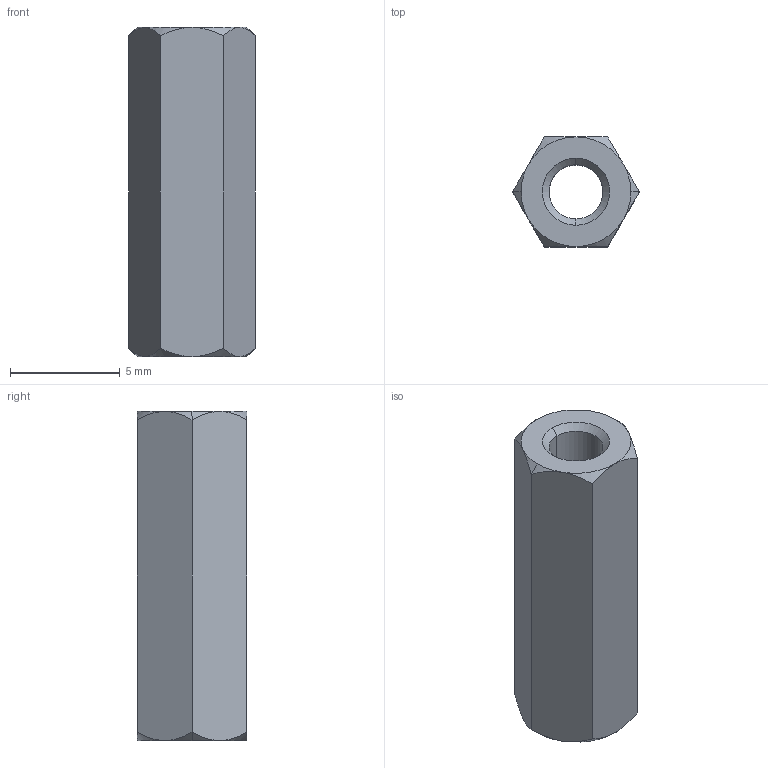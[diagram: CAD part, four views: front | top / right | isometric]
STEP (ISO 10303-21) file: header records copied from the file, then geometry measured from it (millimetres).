
FILE_DESCRIPTION(('HOOPS Exchange Step'),'2;1');
FILE_NAME('export-E81BFB99-6AF3-49A2-BAB7-A9244568E8CE.stp','2024-11-04T12:04:02+01:00',('Engineering'),('Alibre'),'HOOPS Exchange 2024.3','Alibre','Unknown authorisation');
FILE_SCHEMA( ('AP242_MANAGED_MODEL_BASED_3D_ENGINEERING_MIM_LF {1 0 10303 442 1 1 4 }') );
Length unit declared in the file: millimetre
Products named in the file (1): 7083 Hex Long Nut M3 L=15mm
Bounding box: 5.77 x 5 x 15 mm (x, y, z)
Volume: 252.3 mm3; surface area: 404.1 mm2
Topology: 1 solids, 1 shells, 30 faces, 66 edges, 38 vertices
Faces by surface type: cone 20, plane 8, cylinder 2
Entity records: 960 total; most frequent: CARTESIAN_POINT 280, DIRECTION 132, ORIENTED_EDGE 132, EDGE_CURVE 66, AXIS2_PLACEMENT_3D 58, VERTEX_POINT 38, EDGE_LOOP 32, FACE_BOUND 32
